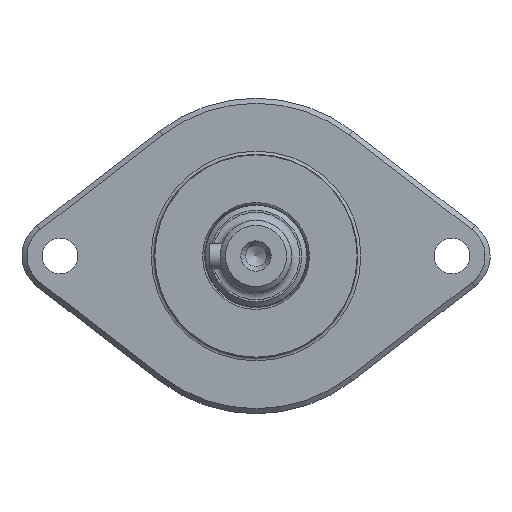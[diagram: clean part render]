
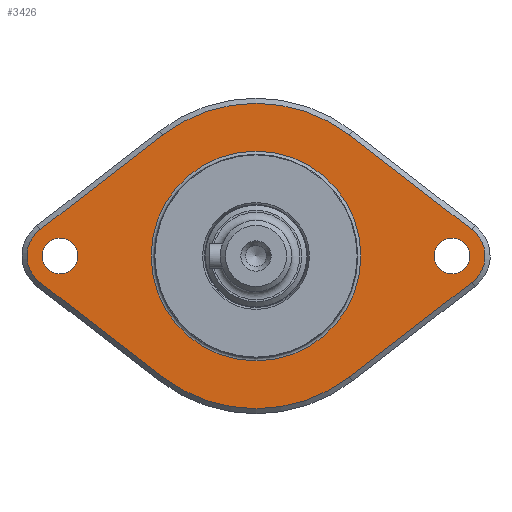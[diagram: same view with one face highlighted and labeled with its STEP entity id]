
A CAD part, left-side view. The second image highlights one B-rep face of the part: STEP entity #3426.
In plain terms, the highlighted planar face has unit normal (-1, 0, 0).
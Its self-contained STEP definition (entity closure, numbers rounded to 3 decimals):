
#272=FACE_BOUND('',#1145,.T.);
#273=FACE_BOUND('',#1146,.T.);
#274=FACE_BOUND('',#1147,.T.);
#338=LINE('',#5237,#611);
#342=LINE('',#5249,#615);
#346=LINE('',#5261,#619);
#349=LINE('',#5270,#622);
#611=VECTOR('',#4221,10.);
#615=VECTOR('',#4233,10.);
#619=VECTOR('',#4245,10.);
#622=VECTOR('',#4256,10.);
#940=FACE_OUTER_BOUND('',#1144,.T.);
#1144=EDGE_LOOP('',(#2515,#2516,#2517,#2518,#2519,#2520,#2521,#2522));
#1145=EDGE_LOOP('',(#2523,#2524));
#1146=EDGE_LOOP('',(#2525));
#1147=EDGE_LOOP('',(#2526));
#1384=CIRCLE('',#3705,6.5);
#1386=CIRCLE('',#3709,30.);
#1388=CIRCLE('',#3713,6.5);
#1390=CIRCLE('',#3717,30.);
#1394=CIRCLE('',#3727,20.6);
#1395=CIRCLE('',#3728,20.6);
#1396=CIRCLE('',#3729,3.5);
#1397=CIRCLE('',#3730,3.5);
#1577=VERTEX_POINT('',#5226);
#1578=VERTEX_POINT('',#5228);
#1581=VERTEX_POINT('',#5235);
#1583=VERTEX_POINT('',#5241);
#1585=VERTEX_POINT('',#5247);
#1587=VERTEX_POINT('',#5253);
#1589=VERTEX_POINT('',#5259);
#1591=VERTEX_POINT('',#5265);
#1597=VERTEX_POINT('',#5291);
#1598=VERTEX_POINT('',#5292);
#1599=VERTEX_POINT('',#5295);
#1600=VERTEX_POINT('',#5297);
#1919=EDGE_CURVE('',#1577,#1578,#1384,.T.);
#1923=EDGE_CURVE('',#1581,#1577,#338,.T.);
#1926=EDGE_CURVE('',#1583,#1581,#1386,.T.);
#1929=EDGE_CURVE('',#1585,#1583,#342,.T.);
#1932=EDGE_CURVE('',#1587,#1585,#1388,.T.);
#1935=EDGE_CURVE('',#1589,#1587,#346,.T.);
#1938=EDGE_CURVE('',#1591,#1589,#1390,.T.);
#1940=EDGE_CURVE('',#1578,#1591,#349,.T.);
#1951=EDGE_CURVE('',#1597,#1598,#1394,.T.);
#1952=EDGE_CURVE('',#1598,#1597,#1395,.T.);
#1953=EDGE_CURVE('',#1599,#1599,#1396,.T.);
#1954=EDGE_CURVE('',#1600,#1600,#1397,.T.);
#2515=ORIENTED_EDGE('',*,*,#1919,.F.);
#2516=ORIENTED_EDGE('',*,*,#1923,.F.);
#2517=ORIENTED_EDGE('',*,*,#1926,.F.);
#2518=ORIENTED_EDGE('',*,*,#1929,.F.);
#2519=ORIENTED_EDGE('',*,*,#1932,.F.);
#2520=ORIENTED_EDGE('',*,*,#1935,.F.);
#2521=ORIENTED_EDGE('',*,*,#1938,.F.);
#2522=ORIENTED_EDGE('',*,*,#1940,.F.);
#2523=ORIENTED_EDGE('',*,*,#1951,.F.);
#2524=ORIENTED_EDGE('',*,*,#1952,.F.);
#2525=ORIENTED_EDGE('',*,*,#1953,.T.);
#2526=ORIENTED_EDGE('',*,*,#1954,.T.);
#3297=PLANE('',#3726);
#3426=ADVANCED_FACE('',(#940,#272,#273,#274),#3297,.T.);
#3705=AXIS2_PLACEMENT_3D('',#5229,#4213,#4214);
#3709=AXIS2_PLACEMENT_3D('',#5243,#4226,#4227);
#3713=AXIS2_PLACEMENT_3D('',#5255,#4238,#4239);
#3717=AXIS2_PLACEMENT_3D('',#5267,#4250,#4251);
#3726=AXIS2_PLACEMENT_3D('',#5290,#4277,#4278);
#3727=AXIS2_PLACEMENT_3D('',#5293,#4279,#4280);
#3728=AXIS2_PLACEMENT_3D('',#5294,#4281,#4282);
#3729=AXIS2_PLACEMENT_3D('',#5296,#4283,#4284);
#3730=AXIS2_PLACEMENT_3D('',#5298,#4285,#4286);
#4213=DIRECTION('center_axis',(1.,0.,0.));
#4214=DIRECTION('ref_axis',(0.,0.61,-0.792));
#4221=DIRECTION('',(0.,0.792,0.61));
#4226=DIRECTION('center_axis',(1.,0.,0.));
#4227=DIRECTION('ref_axis',(0.,-0.61,-0.792));
#4233=DIRECTION('',(0.,0.792,-0.61));
#4238=DIRECTION('center_axis',(1.,0.,0.));
#4239=DIRECTION('ref_axis',(0.,-0.61,0.792));
#4245=DIRECTION('',(0.,-0.792,-0.61));
#4250=DIRECTION('center_axis',(1.,0.,0.));
#4251=DIRECTION('ref_axis',(0.,0.61,0.792));
#4256=DIRECTION('',(0.,-0.792,0.61));
#4277=DIRECTION('center_axis',(-1.,0.,0.));
#4278=DIRECTION('ref_axis',(0.,0.,
1.));
#4279=DIRECTION('center_axis',(-1.,0.,0.));
#4280=DIRECTION('ref_axis',(0.,1.,0.));
#4281=DIRECTION('center_axis',(-1.,0.,0.));
#4282=DIRECTION('ref_axis',(0.,1.,0.));
#4283=DIRECTION('center_axis',(1.,0.,0.));
#4284=DIRECTION('ref_axis',(0.,0.,
1.));
#4285=DIRECTION('center_axis',(1.,0.,0.));
#4286=DIRECTION('ref_axis',(0.,0.,
1.));
#5226=CARTESIAN_POINT('',(-136.4,42.468,-5.149));
#5228=CARTESIAN_POINT('',(-136.4,42.468,5.149));
#5229=CARTESIAN_POINT('Origin',(-136.4,38.5,0.));
#5235=CARTESIAN_POINT('',(-136.4,18.312,-23.763));
#5237=CARTESIAN_POINT('',(-136.4,40.836,-6.406));
#5241=CARTESIAN_POINT('',(-136.4,-18.312,-23.763));
#5243=CARTESIAN_POINT('Origin',(-136.4,0.,0.));
#5247=CARTESIAN_POINT('',(-136.4,-42.468,-5.149));
#5249=CARTESIAN_POINT('',(-136.4,-7.865,-31.813));
#5253=CARTESIAN_POINT('',(-136.4,-42.468,5.149));
#5255=CARTESIAN_POINT('Origin',(-136.4,-38.5,0.));
#5259=CARTESIAN_POINT('',(-136.4,-18.312,23.763));
#5261=CARTESIAN_POINT('',(-136.4,-19.943,22.506));
#5265=CARTESIAN_POINT('',(-136.4,18.312,23.763));
#5267=CARTESIAN_POINT('Origin',(-136.4,0.,0.));
#5270=CARTESIAN_POINT('',(-136.4,28.758,15.713));
#5290=CARTESIAN_POINT('Origin',(-136.4,33.3,0.));
#5291=CARTESIAN_POINT('',(-136.4,20.6,0.));
#5292=CARTESIAN_POINT('',(-136.4,0.,-20.6));
#5293=CARTESIAN_POINT('Origin',(-136.4,0.,0.));
#5294=CARTESIAN_POINT('Origin',(-136.4,0.,0.));
#5295=CARTESIAN_POINT('',(-136.4,38.5,-3.5));
#5296=CARTESIAN_POINT('Origin',(-136.4,38.5,0.));
#5297=CARTESIAN_POINT('',(-136.4,-38.5,-3.5));
#5298=CARTESIAN_POINT('Origin',(-136.4,-38.5,0.));
